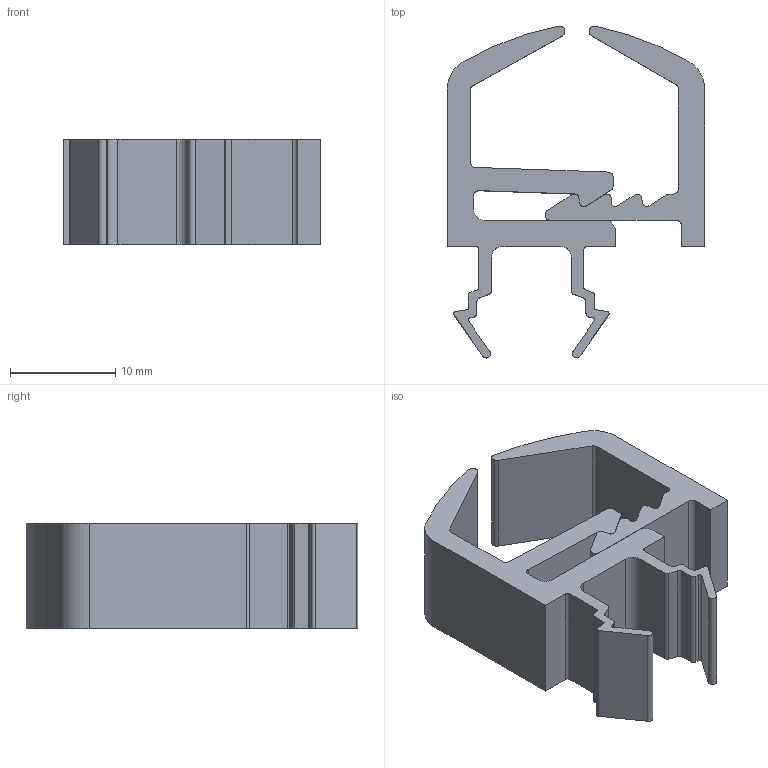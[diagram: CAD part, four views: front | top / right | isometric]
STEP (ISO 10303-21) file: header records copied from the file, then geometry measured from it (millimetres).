
FILE_DESCRIPTION(('FreeCAD Model'),'2;1');
FILE_NAME('Open CASCADE Shape Model','2024-03-19T16:54:02',(''),(''), 'Open CASCADE STEP processor 7.6','FreeCAD','Unknown');
FILE_SCHEMA(('AUTOMOTIVE_DESIGN { 1 0 10303 214 1 1 1 1 }'));
Length unit declared in the file: millimetre
Products named in the file (3): STB10-PPC10; 0922441; 0922442
Assembly tree (2 placements, depth 2):
  STB10-PPC10
    0922441
    0922442
Bounding box: 24.5 x 31.6 x 10 mm (x, y, z)
Volume: 2327.4 mm3; surface area: 2888.4 mm2
Topology: 2 solids, 2 shells, 100 faces, 288 edges, 192 vertices
Faces by surface type: plane 52, cylinder 48
Entity records: 7118 total; most frequent: DIRECTION 1166, CARTESIAN_POINT 1159, LINE 672, VECTOR 672, ORIENTED_EDGE 576, PCURVE 576, DEFINITIONAL_REPRESENTATION 576, EDGE_CURVE 288
